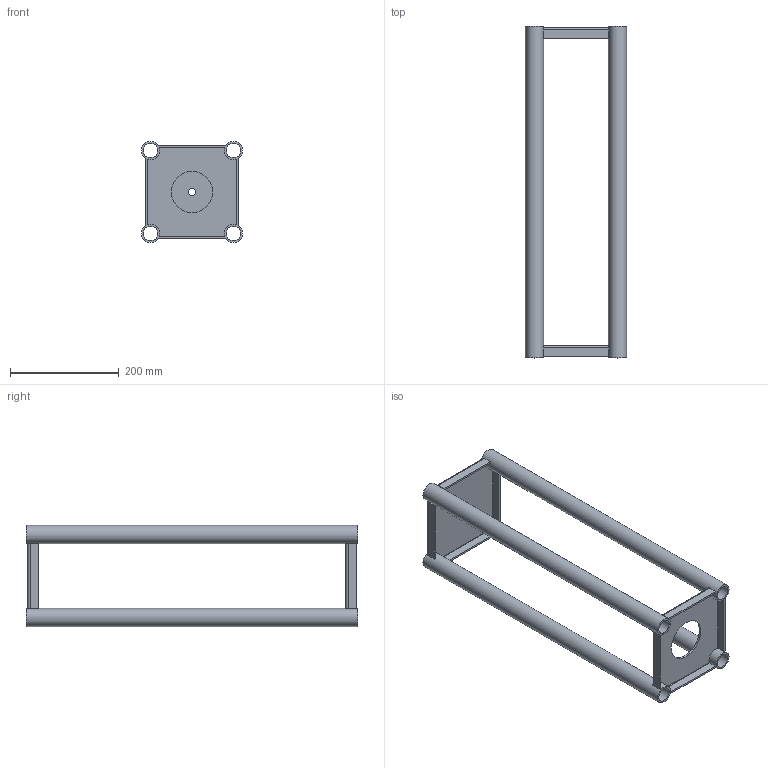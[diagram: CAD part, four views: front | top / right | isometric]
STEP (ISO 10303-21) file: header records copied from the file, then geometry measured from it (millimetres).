
FILE_DESCRIPTION(/* description */ ('ASSY,STANDARD (mm)'),/* implementation_level */ '2;1');
FILE_NAME(/* name */ 'GE-25202.stp',/* time_stamp */ '2025-01-13T11:57:34-05:00',/* author */ ('john.thibert'),/* organization */ (''),/* preprocessor_version */ 'ST-DEVELOPER v20',/* originating_system */ 'Autodesk Inventor 2024',/* authorisation */ '');
FILE_SCHEMA (('AUTOMOTIVE_DESIGN { 1 0 10303 214 3 1 1 }'));
Length unit declared in the file: inch
Products named in the file (4): GE-25202; GE-25202-01; GE-25202-02; GE-25202-03
Assembly tree (6 placements, depth 2):
  GE-25202
    GE-25202-01
    GE-25202-02
    GE-25202-03  x4
Bounding box: 185.8 x 609.6 x 185.8 mm (x, y, z)
Volume: 992944.3 mm3; surface area: 595279.5 mm2
Topology: 6 solids, 6 shells, 102 faces, 206 edges, 116 vertices
Faces by surface type: plane 68, cylinder 34
Full cylindrical faces by diameter (mm): 13.487 x1, 26.645 x4, 33.401 x4, 76.2 x1
Entity records: 2526 total; most frequent: DIRECTION 444, CARTESIAN_POINT 392, ORIENTED_EDGE 376, EDGE_CURVE 188, AXIS2_PLACEMENT_3D 156, LINE 132, VECTOR 132, VERTEX_POINT 104
